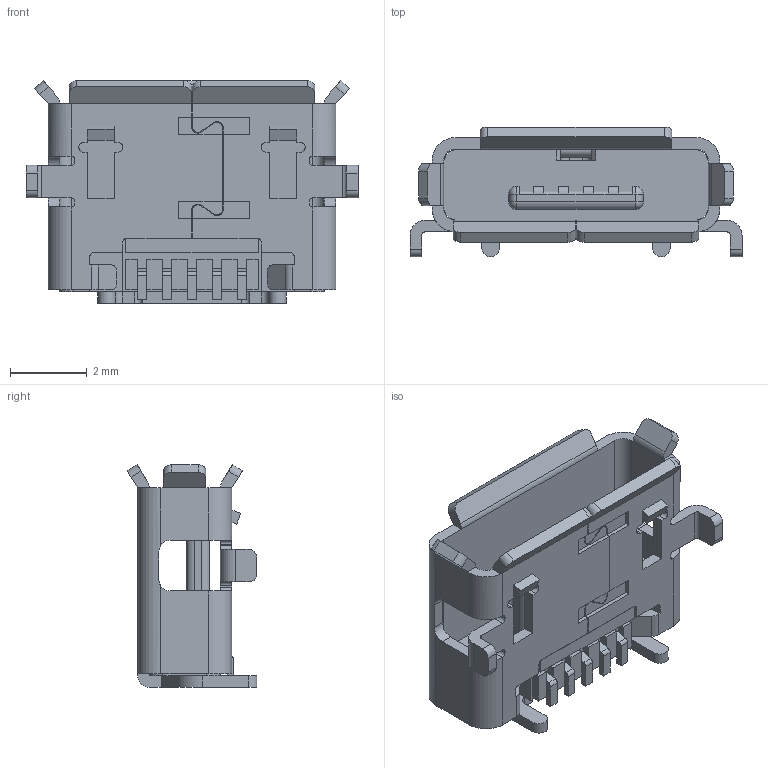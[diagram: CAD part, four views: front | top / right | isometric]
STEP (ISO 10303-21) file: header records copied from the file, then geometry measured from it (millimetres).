
FILE_DESCRIPTION(('STEP AP242'),'1');
FILE_NAME('47590-0001.stp','2020-12-08T05:47:49',('TraceParts'),('TraceParts S.A.'),'Spatial InterOp 3D',' ',' ');
FILE_SCHEMA(('AP242_MANAGED_MODEL_BASED_3D_ENGINEERING_MIM_LF {1 0 10303 442 1 1 4}'));
Length unit declared in the file: millimetre
Products named in the file (1): 47590-0001_1
Bounding box: 8.65 x 3.38 x 5.8 mm (x, y, z)
Volume: 48.6 mm3; surface area: 292.9 mm2
Topology: 1 solids, 1 shells, 450 faces, 1378 edges, 1004 vertices
Faces by surface type: plane 315, cylinder 131, sphere 4
Entity records: 15304 total; most frequent: CARTESIAN_POINT 2716, ORIENTED_EDGE 2588, DIRECTION 2570, EDGE_CURVE 1294, LINE 1070, VECTOR 1070, VERTEX_POINT 836, AXIS2_PLACEMENT_3D 750
